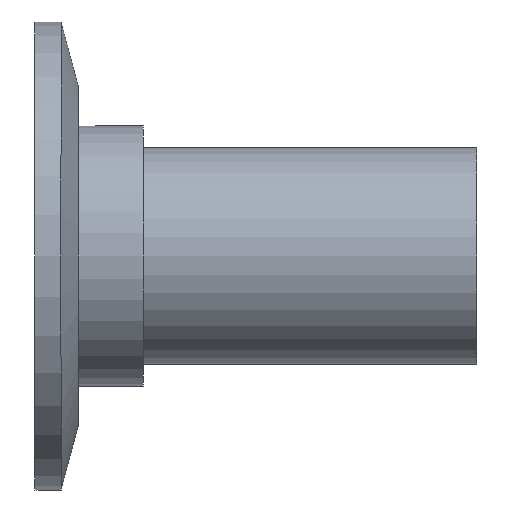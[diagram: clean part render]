
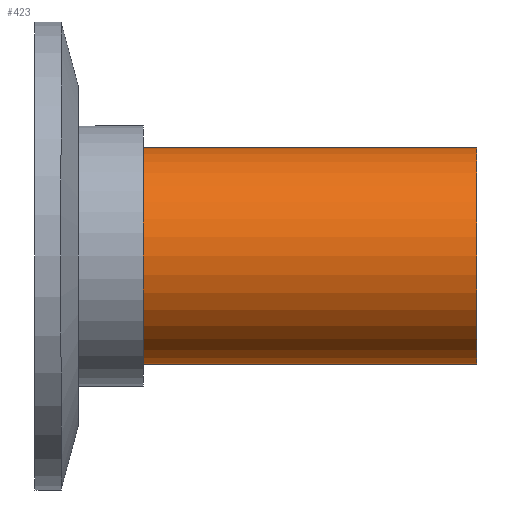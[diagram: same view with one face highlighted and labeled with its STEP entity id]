
A CAD part, left-side view. The second image highlights one B-rep face of the part: STEP entity #423.
In plain terms, the highlighted cylindrical face has radius 12.7 mm (diameter 25.4 mm), a partial arc.
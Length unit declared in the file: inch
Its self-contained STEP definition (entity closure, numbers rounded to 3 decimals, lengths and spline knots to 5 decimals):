
#16 = EDGE_CURVE ( 'NONE', #187, #371, #398, .T. ) ;
#22 = CARTESIAN_POINT ( 'NONE',  ( 0., 0., -0.5 ) ) ;
#25 = EDGE_CURVE ( 'NONE', #303, #234, #439, .T. ) ;
#31 = CARTESIAN_POINT ( 'NONE',  ( 0., 0., 0.5 ) ) ;
#60 = DIRECTION ( 'NONE',  ( 0., 1., 0. ) ) ;
#95 = VECTOR ( 'NONE', #115, 39.37008 ) ;
#110 = CARTESIAN_POINT ( 'NONE',  ( 0., -2.04, -0.5 ) ) ;
#112 = VECTOR ( 'NONE', #534, 39.37008 ) ;
#115 = DIRECTION ( 'NONE',  ( 0., 1., 0. ) ) ;
#130 = CARTESIAN_POINT ( 'NONE',  ( 0., -0.5, -0.5 ) ) ;
#143 = EDGE_LOOP ( 'NONE', ( #536, #469, #584, #170 ) ) ;
#156 = CYLINDRICAL_SURFACE ( 'NONE', #201, 0.5 ) ;
#164 = CARTESIAN_POINT ( 'NONE',  ( 0., -0.5, 0. ) ) ;
#168 = AXIS2_PLACEMENT_3D ( 'NONE', #449, #308, #490 ) ;
#170 = ORIENTED_EDGE ( 'NONE', *, *, #16, .F. ) ;
#176 = CARTESIAN_POINT ( 'NONE',  ( 0., -2.04, 0.5 ) ) ;
#187 = VERTEX_POINT ( 'NONE', #130 ) ;
#201 = AXIS2_PLACEMENT_3D ( 'NONE', #514, #60, #238 ) ;
#216 = DIRECTION ( 'NONE',  ( 0., 0., 1. ) ) ;
#233 = EDGE_CURVE ( 'NONE', #234, #371, #499, .T. ) ;
#234 = VERTEX_POINT ( 'NONE', #176 ) ;
#238 = DIRECTION ( 'NONE',  ( 0., 0., 1. ) ) ;
#250 = FACE_OUTER_BOUND ( 'NONE', #143, .T. ) ;
#263 = DIRECTION ( 'NONE',  ( 0., 1., 0. ) ) ;
#300 = CARTESIAN_POINT ( 'NONE',  ( 0., -0.5, 0.5 ) ) ;
#303 = VERTEX_POINT ( 'NONE', #110 ) ;
#308 = DIRECTION ( 'NONE',  ( 0., 1., 0. ) ) ;
#330 = EDGE_CURVE ( 'NONE', #303, #187, #396, .T. ) ;
#371 = VERTEX_POINT ( 'NONE', #300 ) ;
#396 = LINE ( 'NONE', #22, #95 ) ;
#398 = CIRCLE ( 'NONE', #479, 0.5 ) ;
#423 = ADVANCED_FACE ( 'NONE', ( #250 ), #156, .T. ) ;
#439 = CIRCLE ( 'NONE', #168, 0.5 ) ;
#449 = CARTESIAN_POINT ( 'NONE',  ( 0., -2.04, 0. ) ) ;
#469 = ORIENTED_EDGE ( 'NONE', *, *, #25, .T. ) ;
#479 = AXIS2_PLACEMENT_3D ( 'NONE', #164, #263, #216 ) ;
#490 = DIRECTION ( 'NONE',  ( 0., 0., 1. ) ) ;
#499 = LINE ( 'NONE', #31, #112 ) ;
#514 = CARTESIAN_POINT ( 'NONE',  ( 0., 0., 0. ) ) ;
#534 = DIRECTION ( 'NONE',  ( 0., 1., 0. ) ) ;
#536 = ORIENTED_EDGE ( 'NONE', *, *, #330, .F. ) ;
#584 = ORIENTED_EDGE ( 'NONE', *, *, #233, .T. ) ;
